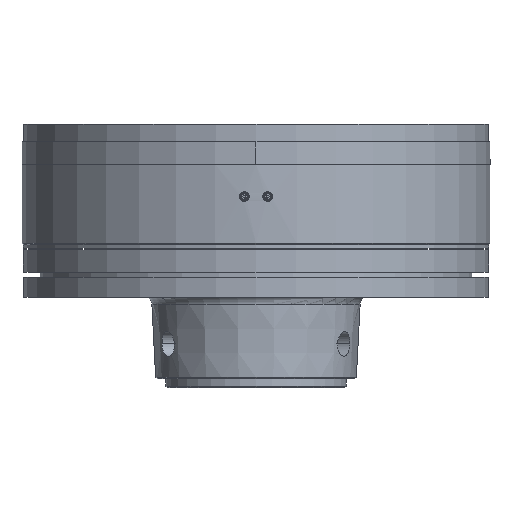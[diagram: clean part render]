
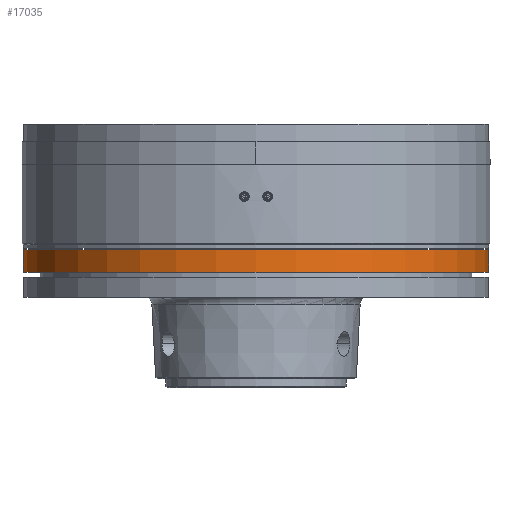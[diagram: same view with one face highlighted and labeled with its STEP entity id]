
A CAD part, front view. The second image highlights one B-rep face of the part: STEP entity #17035.
In plain terms, the highlighted cylindrical face has radius 80 mm (diameter 160 mm), a partial arc.
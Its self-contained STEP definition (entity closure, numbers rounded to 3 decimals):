
#1 = CARTESIAN_POINT ( 'NONE',  ( -80., 0., 3.326 ) ) ;
#40 = ORIENTED_EDGE ( 'NONE', *, *, #18014, .F. ) ;
#90 = ORIENTED_EDGE ( 'NONE', *, *, #17946, .F. ) ;
#1621 = VERTEX_POINT ( 'NONE', #10483 ) ;
#2110 = LINE ( 'NONE', #13919, #19996 ) ;
#2180 = EDGE_CURVE ( 'NONE', #18047, #5962, #2110, .T. ) ;
#2320 = VECTOR ( 'NONE', #7992, 1000. ) ;
#2806 = VERTEX_POINT ( 'NONE', #19324 ) ;
#2898 = DIRECTION ( 'NONE',  ( 0., 0., 1. ) ) ;
#3821 = CYLINDRICAL_SURFACE ( 'NONE', #17863, 80. ) ;
#3947 = DIRECTION ( 'NONE',  ( 1., 0., 0. ) ) ;
#4733 = DIRECTION ( 'NONE',  ( 1., 0., 0. ) ) ;
#4782 = EDGE_LOOP ( 'NONE', ( #40, #20832, #6303, #90 ) ) ;
#5962 = VERTEX_POINT ( 'NONE', #21952 ) ;
#6050 = CARTESIAN_POINT ( 'NONE',  ( 0., 0., 3.326 ) ) ;
#6303 = ORIENTED_EDGE ( 'NONE', *, *, #2180, .T. ) ;
#7547 = DIRECTION ( 'NONE',  ( 1., 0., 0. ) ) ;
#7746 = DIRECTION ( 'NONE',  ( 0., 0., 1. ) ) ;
#7992 = DIRECTION ( 'NONE',  ( 0., 0., 1. ) ) ;
#8404 = FACE_OUTER_BOUND ( 'NONE', #4782, .T. ) ;
#10483 = CARTESIAN_POINT ( 'NONE',  ( -80., 0., 0. ) ) ;
#13201 = CARTESIAN_POINT ( 'NONE',  ( 0., 0., -7.7 ) ) ;
#13629 = AXIS2_PLACEMENT_3D ( 'NONE', #20715, #2898, #4733 ) ;
#13919 = CARTESIAN_POINT ( 'NONE',  ( 80., 0., 3.326 ) ) ;
#14377 = EDGE_CURVE ( 'NONE', #2806, #18047, #23574, .T. ) ;
#17035 = ADVANCED_FACE ( 'NONE', ( #8404 ), #3821, .T. ) ;
#17365 = DIRECTION ( 'NONE',  ( 0., 0., 1. ) ) ;
#17850 = DIRECTION ( 'NONE',  ( 0., 0., 1. ) ) ;
#17863 = AXIS2_PLACEMENT_3D ( 'NONE', #6050, #17850, #3947 ) ;
#17946 = EDGE_CURVE ( 'NONE', #1621, #5962, #23230, .T. ) ;
#18014 = EDGE_CURVE ( 'NONE', #2806, #1621, #18333, .T. ) ;
#18047 = VERTEX_POINT ( 'NONE', #19775 ) ;
#18333 = LINE ( 'NONE', #1, #2320 ) ;
#19324 = CARTESIAN_POINT ( 'NONE',  ( -80., 0., -7.7 ) ) ;
#19775 = CARTESIAN_POINT ( 'NONE',  ( 80., 0., -7.7 ) ) ;
#19996 = VECTOR ( 'NONE', #7746, 1000. ) ;
#20681 = AXIS2_PLACEMENT_3D ( 'NONE', #13201, #17365, #7547 ) ;
#20715 = CARTESIAN_POINT ( 'NONE',  ( 0., 0., 0. ) ) ;
#20832 = ORIENTED_EDGE ( 'NONE', *, *, #14377, .T. ) ;
#21952 = CARTESIAN_POINT ( 'NONE',  ( 80., 0., 0. ) ) ;
#23230 = CIRCLE ( 'NONE', #13629, 80. ) ;
#23574 = CIRCLE ( 'NONE', #20681, 80. ) ;
